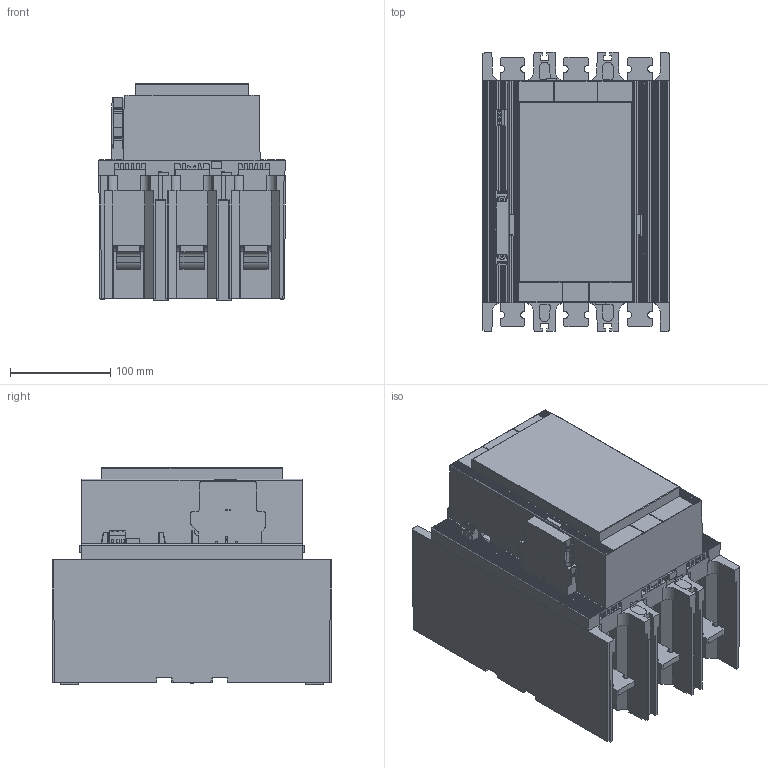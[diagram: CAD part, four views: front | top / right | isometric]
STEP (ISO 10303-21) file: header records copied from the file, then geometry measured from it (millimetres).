
FILE_DESCRIPTION((''),'2;1');
FILE_NAME('100-E460','2017-11-13T',('cwyrsch'),('Rockwell Automation Switzerland GmbH'),'PRO/ENGINEER BY PARAMETRIC TECHNOLOGY CORPORATION, 2015440','PRO/ENGINEER BY PARAMETRIC TECHNOLOGY CORPORATION, 2015440','');
FILE_SCHEMA(('AUTOMOTIVE_DESIGN { 1 0 10303 214 1 1 1 1 }'));
Products named in the file (1): 100-E460
Bounding box: 186.4 x 278 x 215.91 mm (x, y, z)
Volume: 6954769.5 mm3; surface area: 526893.3 mm2
Topology: 1 solids, 3 shells, 1702 faces, 4971 edges, 3284 vertices
Faces by surface type: plane 1248, cylinder 406, torus 24, cone 24
Entity records: 85061 total; most frequent: CARTESIAN_POINT 10924, ORIENTED_EDGE 9942, DIRECTION 9010, PRESENTATION_STYLE_ASSIGNMENT 6670, STYLED_ITEM 4972, CURVE_STYLE 4971, EDGE_CURVE 4971, VECTOR 4022
